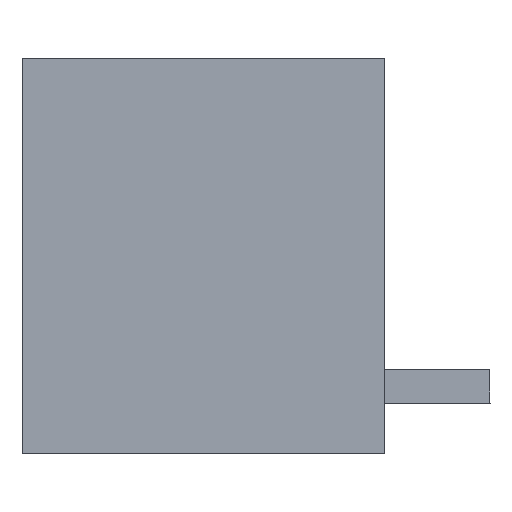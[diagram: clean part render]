
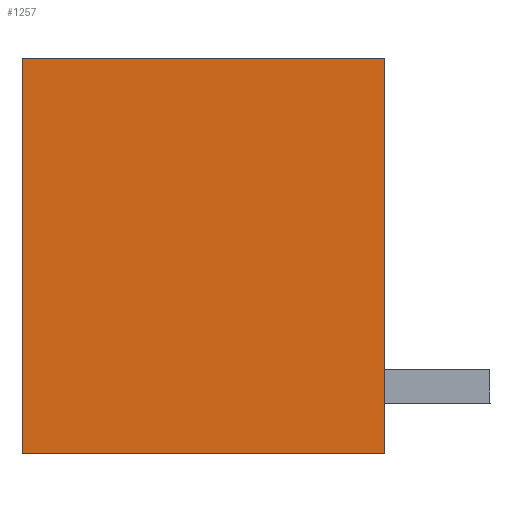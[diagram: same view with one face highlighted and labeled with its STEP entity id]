
A CAD part, left-side view. The second image highlights one B-rep face of the part: STEP entity #1257.
In plain terms, the highlighted planar face has unit normal (-1, 0, 0).
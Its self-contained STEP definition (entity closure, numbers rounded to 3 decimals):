
#1244=AXIS2_PLACEMENT_3D('Plane Axis2P3D',#1241,#1242,#1243) ;
#298=CARTESIAN_POINT('Vertex',(0.,3.2,0.)) ;
#301=CARTESIAN_POINT('Line Origine',(0.,8.7,0.)) ;
#305=CARTESIAN_POINT('Vertex',(0.,14.2,0.)) ;
#904=CARTESIAN_POINT('Vertex',(0.,14.2,12.)) ;
#907=CARTESIAN_POINT('Line Origine',(0.,8.7,12.)) ;
#911=CARTESIAN_POINT('Vertex',(0.,3.2,12.)) ;
#1229=CARTESIAN_POINT('Line Origine',(0.,3.2,6.)) ;
#1241=CARTESIAN_POINT('Axis2P3D Location',(0.,1.7,0.)) ;
#1246=CARTESIAN_POINT('Line Origine',(0.,14.2,6.)) ;
#302=DIRECTION('Vector Direction',(0.,-1.,0.)) ;
#908=DIRECTION('Vector Direction',(0.,1.,0.)) ;
#1230=DIRECTION('Vector Direction',(0.,0.,-1.)) ;
#1242=DIRECTION('Axis2P3D Direction',(-1.,0.,0.)) ;
#1243=DIRECTION('Axis2P3D XDirection',(0.,0.,1.)) ;
#1247=DIRECTION('Vector Direction',(0.,0.,1.)) ;
#303=VECTOR('Line Direction',#302,1.) ;
#909=VECTOR('Line Direction',#908,1.) ;
#1231=VECTOR('Line Direction',#1230,1.) ;
#1248=VECTOR('Line Direction',#1247,1.) ;
#1252=ORIENTED_EDGE('',*,*,#307,.T.) ;
#1253=ORIENTED_EDGE('',*,*,#1233,.T.) ;
#1254=ORIENTED_EDGE('',*,*,#913,.T.) ;
#1255=ORIENTED_EDGE('',*,*,#1250,.T.) ;
#1257=ADVANCED_FACE('HOUSING',(#1256),#1245,.T.) ;
#307=EDGE_CURVE('',#306,#299,#304,.T.) ;
#913=EDGE_CURVE('',#912,#905,#910,.T.) ;
#1233=EDGE_CURVE('',#299,#912,#1232,.F.) ;
#1250=EDGE_CURVE('',#905,#306,#1249,.F.) ;
#1251=EDGE_LOOP('',(#1252,#1253,#1254,#1255)) ;
#1256=FACE_OUTER_BOUND('',#1251,.T.) ;
#304=LINE('Line',#301,#303) ;
#910=LINE('Line',#907,#909) ;
#1232=LINE('Line',#1229,#1231) ;
#1249=LINE('Line',#1246,#1248) ;
#1245=PLANE('',#1244) ;
#299=VERTEX_POINT('',#298) ;
#306=VERTEX_POINT('',#305) ;
#905=VERTEX_POINT('',#904) ;
#912=VERTEX_POINT('',#911) ;
